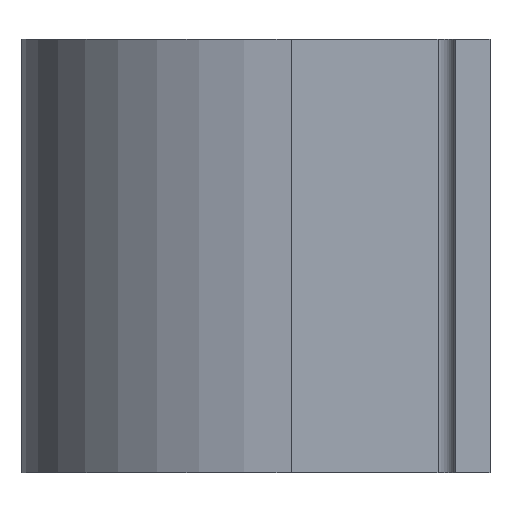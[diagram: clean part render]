
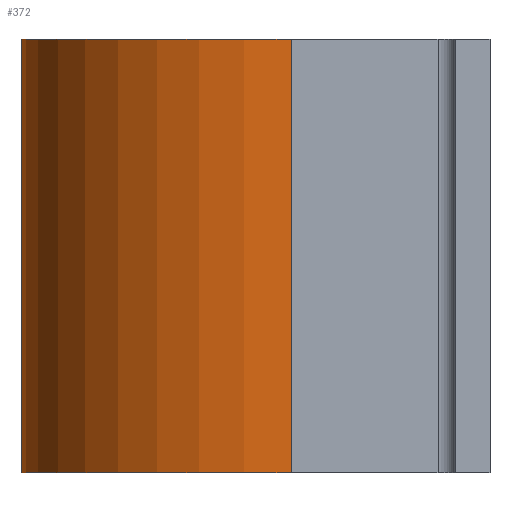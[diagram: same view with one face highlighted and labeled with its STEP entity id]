
A CAD part, left-side view. The second image highlights one B-rep face of the part: STEP entity #372.
In plain terms, the highlighted cylindrical face has radius 11.836 mm (diameter 23.673 mm), a partial arc.
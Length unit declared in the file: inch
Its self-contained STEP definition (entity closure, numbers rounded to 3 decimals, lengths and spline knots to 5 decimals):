
#21 = LINE ( 'NONE', #550, #109 ) ;
#30 = ORIENTED_EDGE ( 'NONE', *, *, #505, .T. ) ;
#68 = CYLINDRICAL_SURFACE ( 'NONE', #504, 0.466 ) ;
#72 = ORIENTED_EDGE ( 'NONE', *, *, #476, .F. ) ;
#73 = VERTEX_POINT ( 'NONE', #284 ) ;
#80 = FACE_OUTER_BOUND ( 'NONE', #314, .T. ) ;
#83 = EDGE_CURVE ( 'NONE', #442, #232, #245, .T. ) ;
#92 = DIRECTION ( 'NONE',  ( 0., 0., -1. ) ) ;
#105 = ORIENTED_EDGE ( 'NONE', *, *, #369, .T. ) ;
#109 = VECTOR ( 'NONE', #344, 39.37008 ) ;
#123 = VERTEX_POINT ( 'NONE', #418 ) ;
#125 = ORIENTED_EDGE ( 'NONE', *, *, #83, .F. ) ;
#132 = DIRECTION ( 'NONE',  ( -1., 0., 0. ) ) ;
#151 = DIRECTION ( 'NONE',  ( 0., 0., -1. ) ) ;
#155 = AXIS2_PLACEMENT_3D ( 'NONE', #256, #522, #303 ) ;
#232 = VERTEX_POINT ( 'NONE', #282 ) ;
#234 = VECTOR ( 'NONE', #92, 39.37008 ) ;
#245 = LINE ( 'NONE', #521, #234 ) ;
#246 = CARTESIAN_POINT ( 'NONE',  ( 1.312, 0.344, 0.375 ) ) ;
#247 = CIRCLE ( 'NONE', #290, 0.466 ) ;
#256 = CARTESIAN_POINT ( 'NONE',  ( 1.312, 0.344, -0.375 ) ) ;
#282 = CARTESIAN_POINT ( 'NONE',  ( 0.846, 0.344, -0.375 ) ) ;
#284 = CARTESIAN_POINT ( 'NONE',  ( 1.778, 0.344, -0.375 ) ) ;
#289 = DIRECTION ( 'NONE',  ( 0., 0., -1. ) ) ;
#290 = AXIS2_PLACEMENT_3D ( 'NONE', #429, #151, #464 ) ;
#303 = DIRECTION ( 'NONE',  ( 1., 0., 0. ) ) ;
#308 = CIRCLE ( 'NONE', #155, 0.466 ) ;
#314 = EDGE_LOOP ( 'NONE', ( #72, #125, #30, #105 ) ) ;
#344 = DIRECTION ( 'NONE',  ( 0., 0., -1. ) ) ;
#369 = EDGE_CURVE ( 'NONE', #123, #73, #21, .T. ) ;
#372 = ADVANCED_FACE ( 'NONE', ( #80 ), #68, .T. ) ;
#391 = CARTESIAN_POINT ( 'NONE',  ( 0.846, 0.344, 0.375 ) ) ;
#418 = CARTESIAN_POINT ( 'NONE',  ( 1.778, 0.344, 0.375 ) ) ;
#429 = CARTESIAN_POINT ( 'NONE',  ( 1.312, 0.344, 0.375 ) ) ;
#442 = VERTEX_POINT ( 'NONE', #391 ) ;
#464 = DIRECTION ( 'NONE',  ( 1., 0., 0. ) ) ;
#476 = EDGE_CURVE ( 'NONE', #232, #73, #308, .T. ) ;
#504 = AXIS2_PLACEMENT_3D ( 'NONE', #246, #289, #132 ) ;
#505 = EDGE_CURVE ( 'NONE', #442, #123, #247, .T. ) ;
#521 = CARTESIAN_POINT ( 'NONE',  ( 0.846, 0.344, 0.375 ) ) ;
#522 = DIRECTION ( 'NONE',  ( 0., 0., -1. ) ) ;
#550 = CARTESIAN_POINT ( 'NONE',  ( 1.778, 0.344, 0.375 ) ) ;
